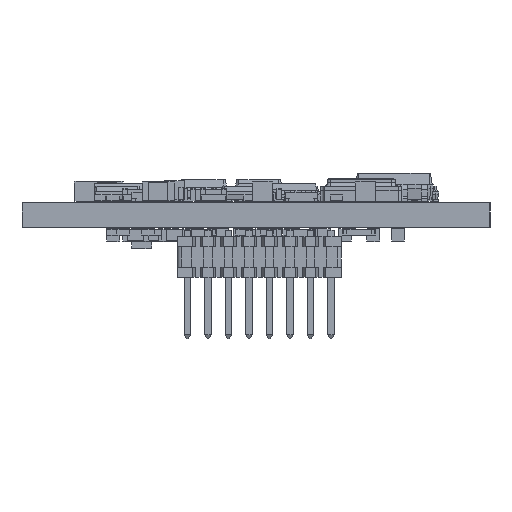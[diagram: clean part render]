
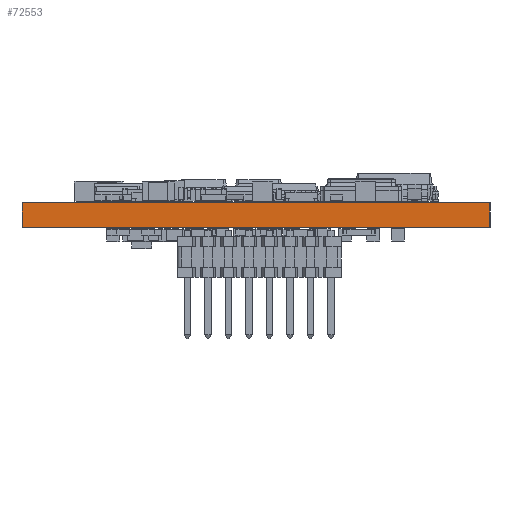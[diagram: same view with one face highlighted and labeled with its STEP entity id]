
A CAD part, left-side view. The second image highlights one B-rep face of the part: STEP entity #72553.
In plain terms, the highlighted planar face has unit normal (-1, 0, 0).
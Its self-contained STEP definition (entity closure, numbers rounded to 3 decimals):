
#72528 = VERTEX_POINT('',#72529);
#72529 = CARTESIAN_POINT('',(122.6,-107.3,1.51));
#72535 = EDGE_CURVE('',#72536,#72528,#72538,.T.);
#72536 = VERTEX_POINT('',#72537);
#72537 = CARTESIAN_POINT('',(122.6,-107.3,0.));
#72538 = LINE('',#72539,#72540);
#72539 = CARTESIAN_POINT('',(122.6,-107.3,0.));
#72540 = VECTOR('',#72541,1.);
#72541 = DIRECTION('',(0.,0.,1.));
#72553 = ADVANCED_FACE('',(#72554),#72579,.T.);
#72554 = FACE_BOUND('',#72555,.T.);
#72555 = EDGE_LOOP('',(#72556,#72557,#72565,#72573));
#72556 = ORIENTED_EDGE('',*,*,#72535,.T.);
#72557 = ORIENTED_EDGE('',*,*,#72558,.T.);
#72558 = EDGE_CURVE('',#72528,#72559,#72561,.T.);
#72559 = VERTEX_POINT('',#72560);
#72560 = CARTESIAN_POINT('',(122.6,-78.3,1.51));
#72561 = LINE('',#72562,#72563);
#72562 = CARTESIAN_POINT('',(122.6,-107.3,1.51));
#72563 = VECTOR('',#72564,1.);
#72564 = DIRECTION('',(0.,1.,0.));
#72565 = ORIENTED_EDGE('',*,*,#72566,.F.);
#72566 = EDGE_CURVE('',#72567,#72559,#72569,.T.);
#72567 = VERTEX_POINT('',#72568);
#72568 = CARTESIAN_POINT('',(122.6,-78.3,0.));
#72569 = LINE('',#72570,#72571);
#72570 = CARTESIAN_POINT('',(122.6,-78.3,0.));
#72571 = VECTOR('',#72572,1.);
#72572 = DIRECTION('',(0.,0.,1.));
#72573 = ORIENTED_EDGE('',*,*,#72574,.F.);
#72574 = EDGE_CURVE('',#72536,#72567,#72575,.T.);
#72575 = LINE('',#72576,#72577);
#72576 = CARTESIAN_POINT('',(122.6,-107.3,0.));
#72577 = VECTOR('',#72578,1.);
#72578 = DIRECTION('',(0.,1.,0.));
#72579 = PLANE('',#72580);
#72580 = AXIS2_PLACEMENT_3D('',#72581,#72582,#72583);
#72581 = CARTESIAN_POINT('',(122.6,-107.3,0.));
#72582 = DIRECTION('',(-1.,0.,0.));
#72583 = DIRECTION('',(0.,1.,0.));
